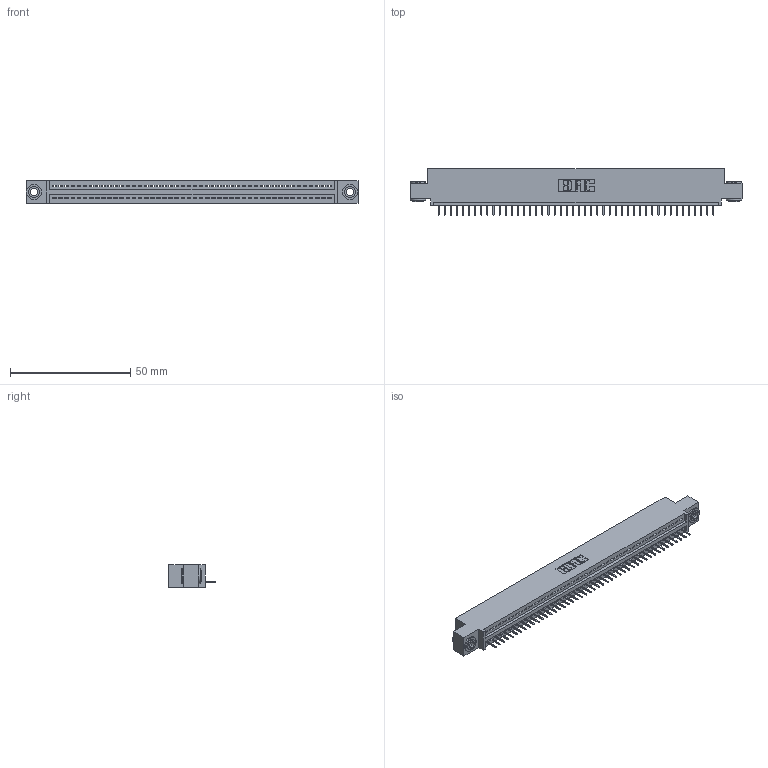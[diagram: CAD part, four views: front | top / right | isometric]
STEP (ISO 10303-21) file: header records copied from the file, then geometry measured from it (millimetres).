
FILE_DESCRIPTION (( 'STEP AP203' ), '1' );
FILE_NAME ('345-046-524-403.STEP', '2018-09-09T22:02:12', ( '' ), ( '' ), 'SwSTEP 2.0', 'SolidWorks 2016', '' );
FILE_SCHEMA (( 'CONFIG_CONTROL_DESIGN' ));
Length unit declared in the file: inch
Products named in the file (4): 345-292-001_345-293-124; 345-250-002_345-250-002-102; 345-046-524-403; 345 Part_0.110 Offset - 0.156 Dia-TH
Assembly tree (49 placements, depth 2):
  345-046-524-403
    345 Part_0.110 Offset - 0.156 Dia-TH
    345-292-001_345-293-124  x46
    345-250-002_345-250-002-102  x2
Bounding box: 138.05 x 19.35 x 9.4 mm (x, y, z)
Volume: 12909.1 mm3; surface area: 16924.8 mm2
Topology: 49 solids, 49 shells, 3020 faces, 8709 edges, 5618 vertices
Faces by surface type: plane 2210, cylinder 802, cone 8
Entity records: 34938 total; most frequent: CARTESIAN_POINT 6029, ORIENTED_EDGE 6002, DIRECTION 5291, EDGE_CURVE 3001, LINE 2665, VECTOR 2665, VERTEX_POINT 1994, AXIS2_PLACEMENT_3D 1313
